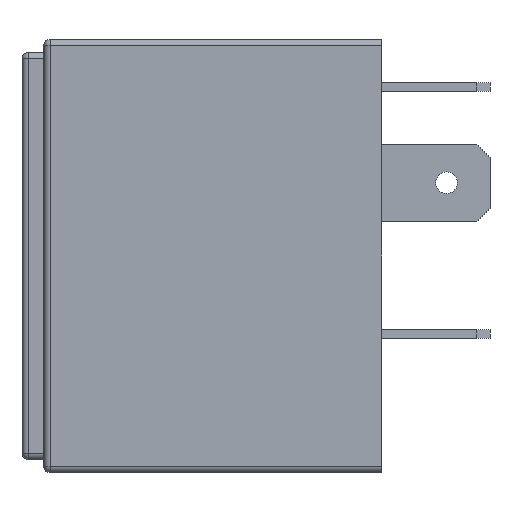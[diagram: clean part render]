
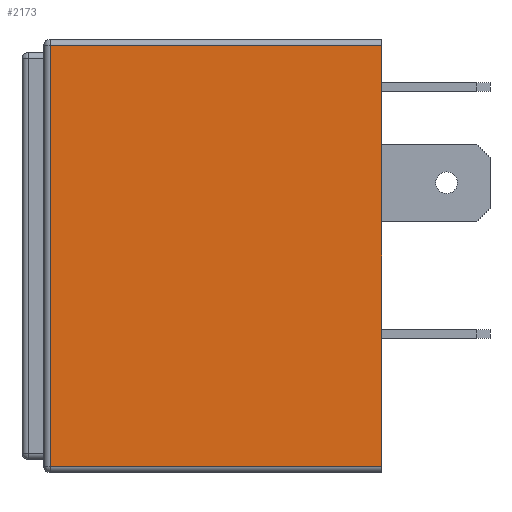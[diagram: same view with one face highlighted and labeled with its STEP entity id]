
A CAD part, left-side view. The second image highlights one B-rep face of the part: STEP entity #2173.
In plain terms, the highlighted planar face has unit normal (-1, 0, 0).
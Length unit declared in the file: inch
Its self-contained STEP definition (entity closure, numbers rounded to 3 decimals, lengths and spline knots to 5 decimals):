
#26 = CARTESIAN_POINT ( 'NONE',  ( -0.6, -0.83, -0.485 ) ) ;
#72 = VERTEX_POINT ( 'NONE', #1037 ) ;
#79 = EDGE_LOOP ( 'NONE', ( #351, #1041, #913, #1117 ) ) ;
#116 = DIRECTION ( 'NONE',  ( 0., 1., 0. ) ) ;
#229 = DIRECTION ( 'NONE',  ( 0., -1., 0. ) ) ;
#254 = FACE_OUTER_BOUND ( 'NONE', #79, .T. ) ;
#260 = CARTESIAN_POINT ( 'NONE',  ( -0.6, -0.83, -0.5 ) ) ;
#351 = ORIENTED_EDGE ( 'NONE', *, *, #1109, .T. ) ;
#913 = ORIENTED_EDGE ( 'NONE', *, *, #1122, .T. ) ;
#956 = DIRECTION ( 'NONE',  ( -1., 0., 0. ) ) ;
#1037 = CARTESIAN_POINT ( 'NONE',  ( -0.6, -0.065, -0.485 ) ) ;
#1041 = ORIENTED_EDGE ( 'NONE', *, *, #1058, .T. ) ;
#1058 = EDGE_CURVE ( 'NONE', #72, #1234, #1443, .T. ) ;
#1109 = EDGE_CURVE ( 'NONE', #1917, #72, #2662, .T. ) ;
#1117 = ORIENTED_EDGE ( 'NONE', *, *, #2816, .T. ) ;
#1122 = EDGE_CURVE ( 'NONE', #1234, #1312, #2633, .T. ) ;
#1234 = VERTEX_POINT ( 'NONE', #26 ) ;
#1296 = AXIS2_PLACEMENT_3D ( 'NONE', #260, #956, #2582 ) ;
#1312 = VERTEX_POINT ( 'NONE', #1933 ) ;
#1443 = LINE ( 'NONE', #1620, #2698 ) ;
#1464 = CARTESIAN_POINT ( 'NONE',  ( -0.6, -0.83, 0.485 ) ) ;
#1492 = LINE ( 'NONE', #1464, #2666 ) ;
#1620 = CARTESIAN_POINT ( 'NONE',  ( -0.6, -0.83, -0.485 ) ) ;
#1917 = VERTEX_POINT ( 'NONE', #2231 ) ;
#1933 = CARTESIAN_POINT ( 'NONE',  ( -0.6, -0.83, 0.485 ) ) ;
#2173 = ADVANCED_FACE ( 'NONE', ( #254 ), #2741, .T. ) ;
#2231 = CARTESIAN_POINT ( 'NONE',  ( -0.6, -0.065, 0.485 ) ) ;
#2311 = CARTESIAN_POINT ( 'NONE',  ( -0.6, -0.83, -0.5 ) ) ;
#2511 = CARTESIAN_POINT ( 'NONE',  ( -0.6, -0.065, -0.5 ) ) ;
#2517 = DIRECTION ( 'NONE',  ( 0., 0., 1. ) ) ;
#2559 = VECTOR ( 'NONE', #2689, 39.37008 ) ;
#2582 = DIRECTION ( 'NONE',  ( 0., 0., 1. ) ) ;
#2593 = VECTOR ( 'NONE', #2517, 39.37008 ) ;
#2633 = LINE ( 'NONE', #2311, #2593 ) ;
#2662 = LINE ( 'NONE', #2511, #2559 ) ;
#2666 = VECTOR ( 'NONE', #116, 39.37008 ) ;
#2689 = DIRECTION ( 'NONE',  ( 0., 0., -1. ) ) ;
#2698 = VECTOR ( 'NONE', #229, 39.37008 ) ;
#2741 = PLANE ( 'NONE',  #1296 ) ;
#2816 = EDGE_CURVE ( 'NONE', #1312, #1917, #1492, .T. ) ;
